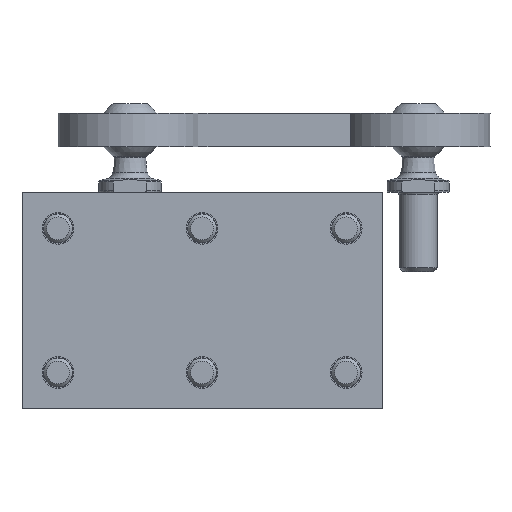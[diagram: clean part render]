
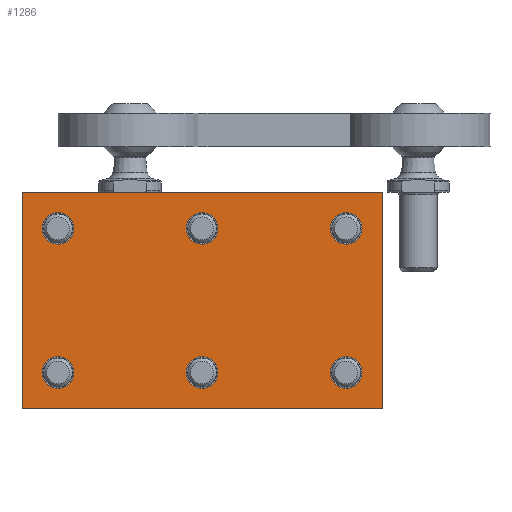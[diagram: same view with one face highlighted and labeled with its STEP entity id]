
A CAD part, front view. The second image highlights one B-rep face of the part: STEP entity #1286.
In plain terms, the highlighted planar face has unit normal (0, -1, 0).
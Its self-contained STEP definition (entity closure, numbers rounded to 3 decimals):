
#135=CIRCLE('',#1430,3.3);
#136=CIRCLE('',#1431,3.3);
#137=CIRCLE('',#1432,3.3);
#138=CIRCLE('',#1433,3.3);
#139=CIRCLE('',#1434,3.3);
#140=CIRCLE('',#1435,3.3);
#224=ORIENTED_EDGE('',*,*,#541,.F.);
#225=ORIENTED_EDGE('',*,*,#542,.F.);
#226=ORIENTED_EDGE('',*,*,#543,.F.);
#227=ORIENTED_EDGE('',*,*,#544,.F.);
#228=ORIENTED_EDGE('',*,*,#545,.F.);
#229=ORIENTED_EDGE('',*,*,#546,.F.);
#230=ORIENTED_EDGE('',*,*,#547,.T.);
#231=ORIENTED_EDGE('',*,*,#548,.F.);
#232=ORIENTED_EDGE('',*,*,#549,.F.);
#233=ORIENTED_EDGE('',*,*,#539,.T.);
#539=EDGE_CURVE('',#698,#697,#817,.T.);
#541=EDGE_CURVE('',#699,#699,#135,.T.);
#542=EDGE_CURVE('',#700,#700,#136,.T.);
#543=EDGE_CURVE('',#701,#701,#137,.T.);
#544=EDGE_CURVE('',#702,#702,#138,.T.);
#545=EDGE_CURVE('',#703,#703,#139,.T.);
#546=EDGE_CURVE('',#704,#704,#140,.T.);
#547=EDGE_CURVE('',#697,#705,#819,.T.);
#548=EDGE_CURVE('',#706,#705,#820,.T.);
#549=EDGE_CURVE('',#698,#706,#821,.T.);
#697=VERTEX_POINT('',#2055);
#698=VERTEX_POINT('',#2057);
#699=VERTEX_POINT('',#2061);
#700=VERTEX_POINT('',#2063);
#701=VERTEX_POINT('',#2065);
#702=VERTEX_POINT('',#2067);
#703=VERTEX_POINT('',#2069);
#704=VERTEX_POINT('',#2071);
#705=VERTEX_POINT('',#2073);
#706=VERTEX_POINT('',#2075);
#817=LINE('',#2056,#879);
#819=LINE('',#2072,#881);
#820=LINE('',#2074,#882);
#821=LINE('',#2076,#883);
#879=VECTOR('',#1622,1000.);
#881=VECTOR('',#1638,1000.);
#882=VECTOR('',#1639,1000.);
#883=VECTOR('',#1640,1000.);
#938=EDGE_LOOP('',(#224));
#939=EDGE_LOOP('',(#225));
#940=EDGE_LOOP('',(#226));
#941=EDGE_LOOP('',(#227));
#942=EDGE_LOOP('',(#228));
#943=EDGE_LOOP('',(#229));
#944=EDGE_LOOP('',(#230,#231,#232,#233));
#1090=FACE_BOUND('',#938,.T.);
#1091=FACE_BOUND('',#939,.T.);
#1092=FACE_BOUND('',#940,.T.);
#1093=FACE_BOUND('',#941,.T.);
#1094=FACE_BOUND('',#942,.T.);
#1095=FACE_BOUND('',#943,.T.);
#1096=FACE_BOUND('',#944,.T.);
#1244=PLANE('',#1429);
#1286=ADVANCED_FACE('',(#1090,#1091,#1092,#1093,#1094,#1095,#1096),#1244,
 .F.);
#1429=AXIS2_PLACEMENT_3D('',#2059,#1624,#1625);
#1430=AXIS2_PLACEMENT_3D('',#2060,#1626,#1627);
#1431=AXIS2_PLACEMENT_3D('',#2062,#1628,#1629);
#1432=AXIS2_PLACEMENT_3D('',#2064,#1630,#1631);
#1433=AXIS2_PLACEMENT_3D('',#2066,#1632,#1633);
#1434=AXIS2_PLACEMENT_3D('',#2068,#1634,#1635);
#1435=AXIS2_PLACEMENT_3D('',#2070,#1636,#1637);
#1622=DIRECTION('',(0.,0.,-1.));
#1624=DIRECTION('',(0.,1.,0.));
#1625=DIRECTION('',(0.,0.,1.));
#1626=DIRECTION('',(0.,-1.,0.));
#1627=DIRECTION('',(0.,0.,-1.));
#1628=DIRECTION('',(0.,-1.,0.));
#1629=DIRECTION('',(0.,0.,-1.));
#1630=DIRECTION('',(0.,-1.,0.));
#1631=DIRECTION('',(0.,0.,-1.));
#1632=DIRECTION('',(0.,-1.,0.));
#1633=DIRECTION('',(0.,0.,-1.));
#1634=DIRECTION('',(0.,-1.,0.));
#1635=DIRECTION('',(0.,0.,-1.));
#1636=DIRECTION('',(0.,-1.,0.));
#1637=DIRECTION('',(0.,0.,-1.));
#1638=DIRECTION('',(1.,0.,0.));
#1639=DIRECTION('',(0.,0.,-1.));
#1640=DIRECTION('',(1.,0.,0.));
#2055=CARTESIAN_POINT('',(0.,0.,-22.5));
#2056=CARTESIAN_POINT('',(0.,0.,22.5));
#2057=CARTESIAN_POINT('',(0.,0.,22.5));
#2059=CARTESIAN_POINT('',(0.,0.,22.5));
#2060=CARTESIAN_POINT('',(37.5,0.,-15.));
#2061=CARTESIAN_POINT('',(37.5,0.,-18.3));
#2062=CARTESIAN_POINT('',(67.5,0.,-15.));
#2063=CARTESIAN_POINT('',(67.5,0.,-18.3));
#2064=CARTESIAN_POINT('',(7.5,0.,-15.));
#2065=CARTESIAN_POINT('',(7.5,0.,-18.3));
#2066=CARTESIAN_POINT('',(37.5,0.,15.));
#2067=CARTESIAN_POINT('',(37.5,0.,11.7));
#2068=CARTESIAN_POINT('',(67.5,0.,15.));
#2069=CARTESIAN_POINT('',(67.5,0.,11.7));
#2070=CARTESIAN_POINT('',(7.5,0.,15.));
#2071=CARTESIAN_POINT('',(7.5,0.,11.7));
#2072=CARTESIAN_POINT('',(0.,0.,-22.5));
#2073=CARTESIAN_POINT('',(75.,0.,-22.5));
#2074=CARTESIAN_POINT('',(75.,0.,22.5));
#2075=CARTESIAN_POINT('',(75.,0.,22.5));
#2076=CARTESIAN_POINT('',(0.,0.,22.5));
